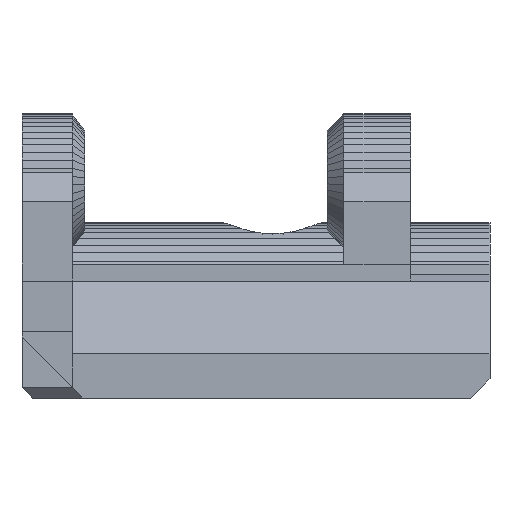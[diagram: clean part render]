
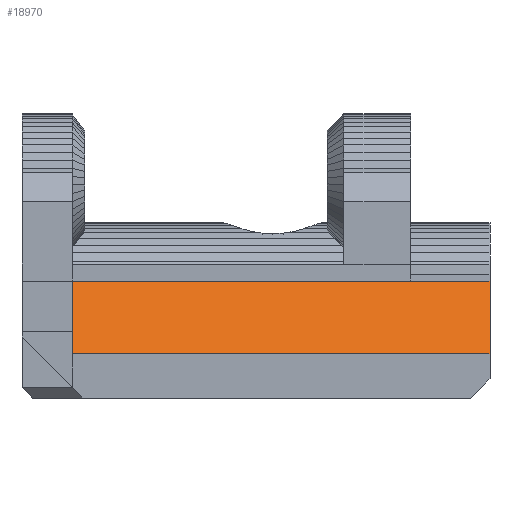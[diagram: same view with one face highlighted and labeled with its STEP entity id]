
A CAD part, front view. The second image highlights one B-rep face of the part: STEP entity #18970.
In plain terms, the highlighted planar face has unit normal (0, -0.866, 0.5).
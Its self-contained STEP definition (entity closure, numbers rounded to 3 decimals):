
#5570 = VERTEX_POINT('',#5571);
#5571 = CARTESIAN_POINT('',(31.5,13.,-14.349));
#5577 = EDGE_CURVE('',#5578,#5570,#5580,.T.);
#5578 = VERTEX_POINT('',#5579);
#5579 = CARTESIAN_POINT('',(31.5,15.511,-10.));
#5580 = LINE('',#5581,#5582);
#5581 = CARTESIAN_POINT('',(31.5,10.381,-18.885));
#5582 = VECTOR('',#5583,1.);
#5583 = DIRECTION('',(0.,-0.5,-0.866));
#7691 = VERTEX_POINT('',#7692);
#7692 = CARTESIAN_POINT('',(6.5,15.511,-10.));
#7698 = EDGE_CURVE('',#7691,#5578,#7699,.T.);
#7699 = LINE('',#7700,#7701);
#7700 = CARTESIAN_POINT('',(33.5,15.511,-10.));
#7701 = VECTOR('',#7702,1.);
#7702 = DIRECTION('',(1.,0.,0.));
#18384 = VERTEX_POINT('',#18385);
#18385 = CARTESIAN_POINT('',(6.5,13.,-14.349));
#18391 = EDGE_CURVE('',#7691,#18384,#18392,.T.);
#18392 = LINE('',#18393,#18394);
#18393 = CARTESIAN_POINT('',(6.5,10.381,-18.885));
#18394 = VECTOR('',#18395,1.);
#18395 = DIRECTION('',(0.,-0.5,-0.866));
#18970 = ADVANCED_FACE('',(#18971),#18982,.F.);
#18971 = FACE_BOUND('',#18972,.F.);
#18972 = EDGE_LOOP('',(#18973,#18979,#18980,#18981));
#18973 = ORIENTED_EDGE('',*,*,#18974,.F.);
#18974 = EDGE_CURVE('',#18384,#5570,#18975,.T.);
#18975 = LINE('',#18976,#18977);
#18976 = CARTESIAN_POINT('',(32.5,13.,-14.349));
#18977 = VECTOR('',#18978,1.);
#18978 = DIRECTION('',(1.,0.,0.));
#18979 = ORIENTED_EDGE('',*,*,#18391,.F.);
#18980 = ORIENTED_EDGE('',*,*,#7698,.T.);
#18981 = ORIENTED_EDGE('',*,*,#5577,.T.);
#18982 = PLANE('',#18983);
#18983 = AXIS2_PLACEMENT_3D('',#18984,#18985,#18986);
#18984 = CARTESIAN_POINT('',(32.,9.16,-21.));
#18985 = DIRECTION('',(0.,0.866,-0.5));
#18986 = DIRECTION('',(-1.,0.,0.));
